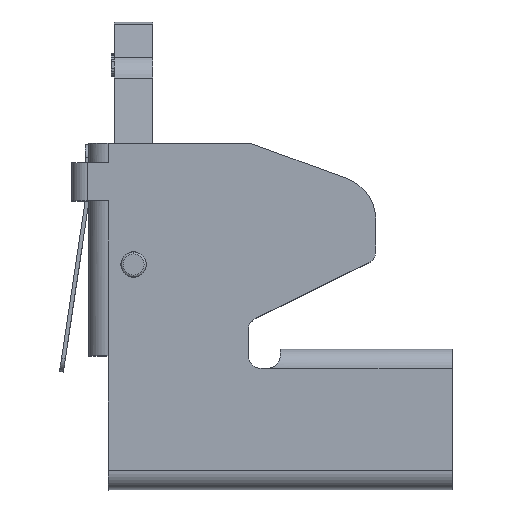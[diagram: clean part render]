
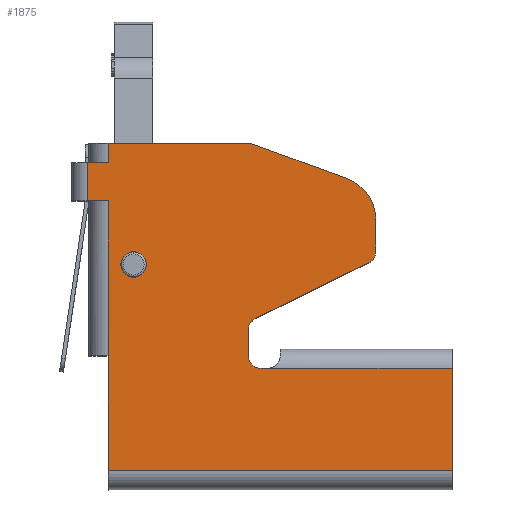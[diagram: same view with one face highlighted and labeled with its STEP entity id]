
A CAD part, top view. The second image highlights one B-rep face of the part: STEP entity #1875.
In plain terms, the highlighted planar face has unit normal (0, 0, 1).
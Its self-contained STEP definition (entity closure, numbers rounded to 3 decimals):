
#2=CARTESIAN_POINT('',(7.,35.3,20.));
#3=DIRECTION('',(0.,0.,-1.));
#4=DIRECTION('',(-1.,0.,0.));
#5=AXIS2_PLACEMENT_3D('',#2,#3,#4);
#7=CARTESIAN_POINT('',(7.,35.3,20.));
#8=DIRECTION('',(0.,0.,-1.));
#9=DIRECTION('',(1.,0.,0.));
#10=AXIS2_PLACEMENT_3D('',#7,#8,#9);
#12=CARTESIAN_POINT('',(38.,42.247,20.));
#13=DIRECTION('',(0.,0.,1.));
#14=DIRECTION('',(1.,0.,0.));
#15=AXIS2_PLACEMENT_3D('',#12,#13,#14);
#17=DIRECTION('',(0.,-1.,0.));
#18=VECTOR('',#17,4.854);
#19=CARTESIAN_POINT('',(45.,42.247,20.));
#20=LINE('',#19,#18);
#21=CARTESIAN_POINT('',(43.,37.393,20.));
#22=DIRECTION('',(0.,0.,1.));
#23=DIRECTION('',(0.442,-0.897,0.));
#24=AXIS2_PLACEMENT_3D('',#21,#22,#23);
#26=DIRECTION('',(-0.897,-0.442,0.));
#27=VECTOR('',#26,19.804);
#28=CARTESIAN_POINT('',(43.884,35.599,20.));
#29=LINE('',#28,#27);
#30=DIRECTION('',(0.,1.,0.));
#31=VECTOR('',#30,4.056);
#32=CARTESIAN_POINT('',(25.,21.,20.));
#33=LINE('',#32,#31);
#34=DIRECTION('',(-1.,0.,0.));
#35=VECTOR('',#34,1.);
#36=CARTESIAN_POINT('',(28.,19.,20.));
#37=LINE('',#36,#35);
#38=DIRECTION('',(-1.,0.,0.));
#39=VECTOR('',#38,29.);
#40=CARTESIAN_POINT('',(57.,19.,20.));
#41=LINE('',#40,#39);
#42=DIRECTION('',(0.,1.,0.));
#43=VECTOR('',#42,16.);
#44=CARTESIAN_POINT('',(57.,3.,20.));
#45=LINE('',#44,#43);
#46=DIRECTION('',(1.,0.,0.));
#47=VECTOR('',#46,54.);
#48=CARTESIAN_POINT('',(3.,3.,20.));
#49=LINE('',#48,#47);
#50=DIRECTION('',(0.,1.,0.));
#51=VECTOR('',#50,18.);
#52=CARTESIAN_POINT('',(3.,3.,20.));
#53=LINE('',#52,#51);
#54=DIRECTION('',(0.,-1.,0.));
#55=VECTOR('',#54,24.3);
#56=CARTESIAN_POINT('',(3.,45.3,20.));
#57=LINE('',#56,#55);
#58=DIRECTION('',(0.,1.,0.));
#59=VECTOR('',#58,6.);
#60=CARTESIAN_POINT('',(-0.2,45.3,20.));
#61=LINE('',#60,#59);
#62=DIRECTION('',(0.,-1.,0.));
#63=VECTOR('',#62,3.);
#64=CARTESIAN_POINT('',(3.,54.3,20.));
#65=LINE('',#64,#63);
#66=DIRECTION('',(-1.,0.,0.));
#67=VECTOR('',#66,22.351);
#68=CARTESIAN_POINT('',(25.351,54.3,20.));
#69=LINE('',#68,#67);
#70=DIRECTION('',(0.94,-0.342,0.));
#71=VECTOR('',#70,16.009);
#72=CARTESIAN_POINT('',(25.351,54.3,20.));
#73=LINE('',#72,#71);
#1023=DIRECTION('',(1.,0.,0.));
#1024=VECTOR('',#1023,3.2);
#1025=CARTESIAN_POINT('',(-0.2,45.3,20.));
#1026=LINE('',#1025,#1024);
#1085=DIRECTION('',(1.,0.,0.));
#1086=VECTOR('',#1085,3.2);
#1087=CARTESIAN_POINT('',(-0.2,51.3,20.));
#1088=LINE('',#1087,#1086);
#1268=CARTESIAN_POINT('',(28.,19.,20.));
#1331=CARTESIAN_POINT('',(27.,21.,20.));
#1332=DIRECTION('',(0.,0.,-1.));
#1333=DIRECTION('',(0.,-1.,0.));
#1334=AXIS2_PLACEMENT_3D('',#1331,#1332,#1333);
#1348=CARTESIAN_POINT('',(27.,25.056,20.));
#1349=DIRECTION('',(0.,0.,-1.));
#1350=DIRECTION('',(-1.,0.,0.));
#1351=AXIS2_PLACEMENT_3D('',#1348,#1349,#1350);
#1412=CARTESIAN_POINT('',(27.,19.,20.));
#1413=CARTESIAN_POINT('',(25.,21.,20.));
#1414=VERTEX_POINT('',#1412);
#1415=VERTEX_POINT('',#1413);
#1426=VERTEX_POINT('',#1268);
#1432=CARTESIAN_POINT('',(57.,19.,20.));
#1433=VERTEX_POINT('',#1432);
#1434=CARTESIAN_POINT('',(57.,3.,20.));
#1436=VERTEX_POINT('',#1434);
#1444=CARTESIAN_POINT('',(3.,54.3,20.));
#1446=VERTEX_POINT('',#1444);
#1456=CARTESIAN_POINT('',(3.,3.,20.));
#1457=CARTESIAN_POINT('',(3.,21.,20.));
#1458=VERTEX_POINT('',#1456);
#1459=VERTEX_POINT('',#1457);
#1497=CARTESIAN_POINT('',(-0.2,45.3,20.));
#1499=VERTEX_POINT('',#1497);
#1505=CARTESIAN_POINT('',(-0.2,51.3,20.));
#1507=VERTEX_POINT('',#1505);
#1512=CARTESIAN_POINT('',(3.,45.3,20.));
#1514=VERTEX_POINT('',#1512);
#1516=CARTESIAN_POINT('',(3.,51.3,20.));
#1518=VERTEX_POINT('',#1516);
#1540=CARTESIAN_POINT('',(5.,35.3,20.));
#1541=CARTESIAN_POINT('',(9.,35.3,20.));
#1542=VERTEX_POINT('',#1540);
#1543=VERTEX_POINT('',#1541);
#1588=CARTESIAN_POINT('',(25.351,54.3,20.));
#1590=VERTEX_POINT('',#1588);
#1592=CARTESIAN_POINT('',(25.,25.056,20.));
#1594=VERTEX_POINT('',#1592);
#1596=CARTESIAN_POINT('',(26.116,26.85,20.));
#1598=VERTEX_POINT('',#1596);
#1600=CARTESIAN_POINT('',(43.884,35.599,20.));
#1601=CARTESIAN_POINT('',(45.,37.393,20.));
#1602=VERTEX_POINT('',#1600);
#1603=VERTEX_POINT('',#1601);
#1608=CARTESIAN_POINT('',(45.,42.247,20.));
#1609=CARTESIAN_POINT('',(40.394,48.825,20.));
#1610=VERTEX_POINT('',#1608);
#1611=VERTEX_POINT('',#1609);
#1824=CARTESIAN_POINT('',(0.,0.,20.));
#1825=DIRECTION('',(0.,0.,1.));
#1826=DIRECTION('',(1.,0.,0.));
#1827=AXIS2_PLACEMENT_3D('',#1824,#1825,#1826);
#1828=PLANE('',#1827);
#1830=ORIENTED_EDGE('',*,*,#1829,.F.);
#1832=ORIENTED_EDGE('',*,*,#1831,.T.);
#1834=ORIENTED_EDGE('',*,*,#1833,.F.);
#1836=ORIENTED_EDGE('',*,*,#1835,.T.);
#1838=ORIENTED_EDGE('',*,*,#1837,.F.);
#1840=ORIENTED_EDGE('',*,*,#1839,.F.);
#1842=ORIENTED_EDGE('',*,*,#1841,.F.);
#1844=ORIENTED_EDGE('',*,*,#1843,.F.);
#1846=ORIENTED_EDGE('',*,*,#1845,.F.);
#1848=ORIENTED_EDGE('',*,*,#1847,.F.);
#1850=ORIENTED_EDGE('',*,*,#1849,.F.);
#1852=ORIENTED_EDGE('',*,*,#1851,.T.);
#1854=ORIENTED_EDGE('',*,*,#1853,.F.);
#1856=ORIENTED_EDGE('',*,*,#1855,.F.);
#1858=ORIENTED_EDGE('',*,*,#1857,.T.);
#1860=ORIENTED_EDGE('',*,*,#1859,.T.);
#1862=ORIENTED_EDGE('',*,*,#1861,.F.);
#1864=ORIENTED_EDGE('',*,*,#1863,.F.);
#1866=ORIENTED_EDGE('',*,*,#1865,.T.);
#1867=EDGE_LOOP('',(#1830,#1832,#1834,#1836,#1838,#1840,#1842,#1844,#1846,#1848,
#1850,#1852,#1854,#1856,#1858,#1860,#1862,#1864,#1866));
#1868=FACE_OUTER_BOUND('',#1867,.F.);
#1870=ORIENTED_EDGE('',*,*,#1869,.F.);
#1872=ORIENTED_EDGE('',*,*,#1871,.F.);
#1873=EDGE_LOOP('',(#1870,#1872));
#1874=FACE_BOUND('',#1873,.F.);
#1875=ADVANCED_FACE('',(#1868,#1874),#1828,.T.);
#6=CIRCLE('',#5,2.);
#11=CIRCLE('',#10,2.);
#16=CIRCLE('',#15,7.);
#25=CIRCLE('',#24,2.);
#1335=CIRCLE('',#1334,2.);
#1352=CIRCLE('',#1351,2.);
#1829=EDGE_CURVE('',#1610,#1611,#16,.T.);
#1831=EDGE_CURVE('',#1610,#1603,#20,.T.);
#1833=EDGE_CURVE('',#1602,#1603,#25,.T.);
#1835=EDGE_CURVE('',#1602,#1598,#29,.T.);
#1837=EDGE_CURVE('',#1594,#1598,#1352,.T.);
#1839=EDGE_CURVE('',#1415,#1594,#33,.T.);
#1841=EDGE_CURVE('',#1414,#1415,#1335,.T.);
#1843=EDGE_CURVE('',#1426,#1414,#37,.T.);
#1845=EDGE_CURVE('',#1433,#1426,#41,.T.);
#1847=EDGE_CURVE('',#1436,#1433,#45,.T.);
#1849=EDGE_CURVE('',#1458,#1436,#49,.T.);
#1851=EDGE_CURVE('',#1458,#1459,#53,.T.);
#1853=EDGE_CURVE('',#1514,#1459,#57,.T.);
#1855=EDGE_CURVE('',#1499,#1514,#1026,.T.);
#1857=EDGE_CURVE('',#1499,#1507,#61,.T.);
#1859=EDGE_CURVE('',#1507,#1518,#1088,.T.);
#1861=EDGE_CURVE('',#1446,#1518,#65,.T.);
#1863=EDGE_CURVE('',#1590,#1446,#69,.T.);
#1865=EDGE_CURVE('',#1590,#1611,#73,.T.);
#1869=EDGE_CURVE('',#1542,#1543,#6,.T.);
#1871=EDGE_CURVE('',#1543,#1542,#11,.T.);
